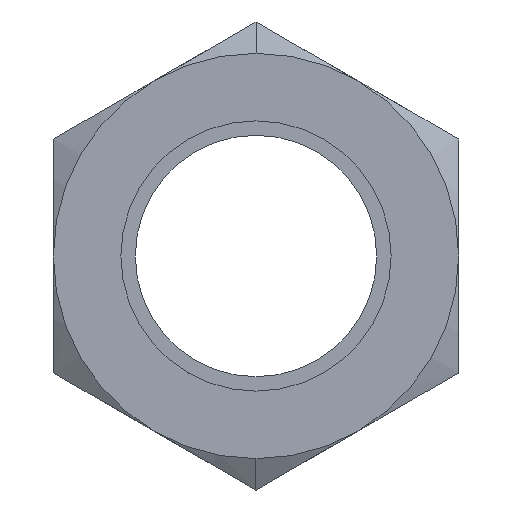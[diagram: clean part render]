
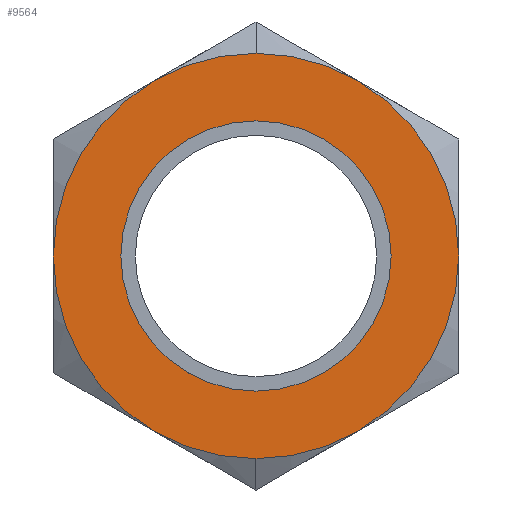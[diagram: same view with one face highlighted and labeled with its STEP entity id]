
A CAD part, left-side view. The second image highlights one B-rep face of the part: STEP entity #9564.
In plain terms, the highlighted planar face has unit normal (-1, 0, 0).
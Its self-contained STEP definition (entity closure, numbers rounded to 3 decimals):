
#216 = DIRECTION ( 'NONE',  ( 0., 0., 1. ) ) ;
#312 = VERTEX_POINT ( 'NONE', #1423 ) ;
#369 = EDGE_CURVE ( 'NONE', #8193, #2420, #9044, .T. ) ;
#488 = AXIS2_PLACEMENT_3D ( 'NONE', #3188, #6970, #216 ) ;
#593 = DIRECTION ( 'NONE',  ( 0., 0., -1. ) ) ;
#695 = CARTESIAN_POINT ( 'NONE',  ( 0., 0., 28.575 ) ) ;
#1114 = CARTESIAN_POINT ( 'NONE',  ( 0., 0., 14.287 ) ) ;
#1120 = AXIS2_PLACEMENT_3D ( 'NONE', #1371, #4331, #593 ) ;
#1371 = CARTESIAN_POINT ( 'NONE',  ( 0., 0., 0. ) ) ;
#1423 = CARTESIAN_POINT ( 'NONE',  ( 0., 0., -19.05 ) ) ;
#1896 = FACE_BOUND ( 'NONE', #4235, .T. ) ;
#1899 = CIRCLE ( 'NONE', #6857, 19.05 ) ;
#2173 = ORIENTED_EDGE ( 'NONE', *, *, #2649, .T. ) ;
#2420 = VERTEX_POINT ( 'NONE', #3313 ) ;
#2649 = EDGE_CURVE ( 'NONE', #7573, #312, #7322, .T. ) ;
#2734 = PLANE ( 'NONE',  #8079 ) ;
#2816 = DIRECTION ( 'NONE',  ( 0., 0., -1. ) ) ;
#3093 = DIRECTION ( 'NONE',  ( 1., 0., 0. ) ) ;
#3188 = CARTESIAN_POINT ( 'NONE',  ( 0., 0., 0. ) ) ;
#3207 = ORIENTED_EDGE ( 'NONE', *, *, #8149, .F. ) ;
#3313 = CARTESIAN_POINT ( 'NONE',  ( 0., 0., -28.575 ) ) ;
#3356 = DIRECTION ( 'NONE',  ( 0., 0., 1. ) ) ;
#3494 = DIRECTION ( 'NONE',  ( 1., 0., 0. ) ) ;
#3944 = EDGE_CURVE ( 'NONE', #312, #7573, #1899, .T. ) ;
#4235 = EDGE_LOOP ( 'NONE', ( #5296, #2173 ) ) ;
#4331 = DIRECTION ( 'NONE',  ( 1., 0., 0. ) ) ;
#4533 = CIRCLE ( 'NONE', #1120, 28.575 ) ;
#4550 = AXIS2_PLACEMENT_3D ( 'NONE', #6495, #3494, #5911 ) ;
#4577 = EDGE_LOOP ( 'NONE', ( #8704, #3207 ) ) ;
#5260 = CARTESIAN_POINT ( 'NONE',  ( 0., 0., 0. ) ) ;
#5296 = ORIENTED_EDGE ( 'NONE', *, *, #3944, .T. ) ;
#5911 = DIRECTION ( 'NONE',  ( 0., 0., 1. ) ) ;
#6495 = CARTESIAN_POINT ( 'NONE',  ( 0., 0., 0. ) ) ;
#6857 = AXIS2_PLACEMENT_3D ( 'NONE', #5260, #3093, #2816 ) ;
#6970 = DIRECTION ( 'NONE',  ( 1., 0., 0. ) ) ;
#7054 = DIRECTION ( 'NONE',  ( -1., 0., 0. ) ) ;
#7322 = CIRCLE ( 'NONE', #488, 19.05 ) ;
#7418 = CARTESIAN_POINT ( 'NONE',  ( 0., 0., 19.05 ) ) ;
#7573 = VERTEX_POINT ( 'NONE', #7418 ) ;
#8079 = AXIS2_PLACEMENT_3D ( 'NONE', #1114, #7054, #3356 ) ;
#8149 = EDGE_CURVE ( 'NONE', #2420, #8193, #4533, .T. ) ;
#8193 = VERTEX_POINT ( 'NONE', #695 ) ;
#8501 = FACE_OUTER_BOUND ( 'NONE', #4577, .T. ) ;
#8704 = ORIENTED_EDGE ( 'NONE', *, *, #369, .F. ) ;
#9044 = CIRCLE ( 'NONE', #4550, 28.575 ) ;
#9564 = ADVANCED_FACE ( 'NONE', ( #1896, #8501 ), #2734, .T. ) ;
